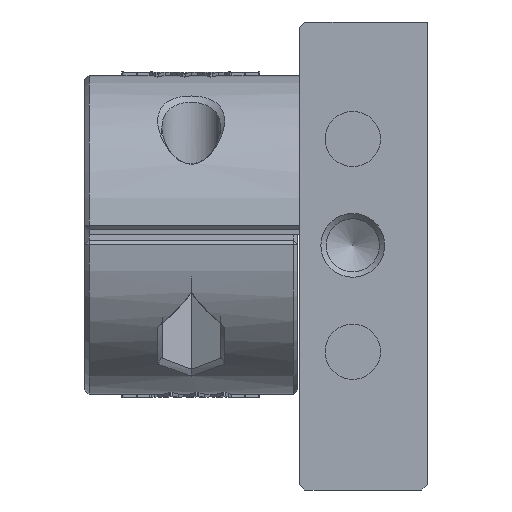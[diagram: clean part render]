
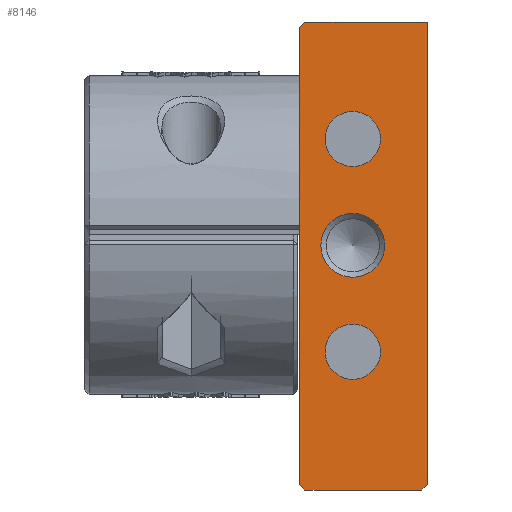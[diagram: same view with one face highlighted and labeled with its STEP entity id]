
A CAD part, front view. The second image highlights one B-rep face of the part: STEP entity #8146.
In plain terms, the highlighted planar face has unit normal (0, -1, 0).
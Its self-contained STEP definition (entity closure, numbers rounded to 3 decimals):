
#815=FACE_BOUND('',#1872,.T.);
#816=FACE_BOUND('',#1873,.T.);
#817=FACE_BOUND('',#1874,.T.);
#927=PLANE('',#8527);
#1365=FACE_OUTER_BOUND('',#1871,.T.);
#1871=EDGE_LOOP('',(#7462,#7463,#7464,#7465,#7466,#7467,#7468));
#1872=EDGE_LOOP('',(#7469));
#1873=EDGE_LOOP('',(#7470));
#1874=EDGE_LOOP('',(#7471));
#2051=CIRCLE('',#8513,2.6);
#2053=CIRCLE('',#8517,3.);
#2055=CIRCLE('',#8521,2.6);
#2205=LINE('',#10824,#2765);
#2510=LINE('',#16947,#3070);
#2519=LINE('',#16970,#3079);
#2521=LINE('',#16974,#3081);
#2523=LINE('',#16986,#3083);
#2525=LINE('',#16990,#3085);
#2581=LINE('',#17172,#3141);
#2765=VECTOR('',#8977,10.);
#3070=VECTOR('',#9486,10.);
#3079=VECTOR('',#9505,10.);
#3081=VECTOR('',#9509,10.);
#3083=VECTOR('',#9521,10.);
#3085=VECTOR('',#9525,10.);
#3141=VECTOR('',#9745,10.);
#3360=VERTEX_POINT('',#10818);
#3362=VERTEX_POINT('',#10822);
#3889=VERTEX_POINT('',#16946);
#3898=VERTEX_POINT('',#16968);
#3899=VERTEX_POINT('',#16972);
#3904=VERTEX_POINT('',#16984);
#3905=VERTEX_POINT('',#16988);
#3943=VERTEX_POINT('',#17145);
#3946=VERTEX_POINT('',#17154);
#3948=VERTEX_POINT('',#17162);
#4233=EDGE_CURVE('',#3360,#3362,#2205,.T.);
#5028=EDGE_CURVE('',#3360,#3889,#2510,.T.);
#5040=EDGE_CURVE('',#3898,#3362,#2519,.T.);
#5042=EDGE_CURVE('',#3898,#3899,#2521,.F.);
#5048=EDGE_CURVE('',#3904,#3899,#2523,.T.);
#5050=EDGE_CURVE('',#3905,#3904,#2525,.T.);
#5122=EDGE_CURVE('',#3943,#3943,#2051,.T.);
#5126=EDGE_CURVE('',#3946,#3946,#2053,.T.);
#5130=EDGE_CURVE('',#3948,#3948,#2055,.T.);
#5134=EDGE_CURVE('',#3889,#3905,#2581,.T.);
#7462=ORIENTED_EDGE('',*,*,#5028,.F.);
#7463=ORIENTED_EDGE('',*,*,#4233,.T.);
#7464=ORIENTED_EDGE('',*,*,#5040,.F.);
#7465=ORIENTED_EDGE('',*,*,#5042,.T.);
#7466=ORIENTED_EDGE('',*,*,#5048,.F.);
#7467=ORIENTED_EDGE('',*,*,#5050,.F.);
#7468=ORIENTED_EDGE('',*,*,#5134,.F.);
#7469=ORIENTED_EDGE('',*,*,#5126,.T.);
#7470=ORIENTED_EDGE('',*,*,#5130,.T.);
#7471=ORIENTED_EDGE('',*,*,#5122,.T.);
#8146=ADVANCED_FACE('',(#1365,#815,#816,#817),#927,.T.);
#8513=AXIS2_PLACEMENT_3D('',#17146,#9711,#9712);
#8517=AXIS2_PLACEMENT_3D('',#17155,#9721,#9722);
#8521=AXIS2_PLACEMENT_3D('',#17163,#9731,#9732);
#8527=AXIS2_PLACEMENT_3D('',#17173,#9746,#9747);
#8977=DIRECTION('',(0.,0.,-1.));
#9486=DIRECTION('',(0.707,0.,0.707));
#9505=DIRECTION('',(-0.707,0.,0.707));
#9509=DIRECTION('',(-1.,0.,0.));
#9521=DIRECTION('',(-0.707,0.,-0.707));
#9525=DIRECTION('',(0.,0.,-1.));
#9711=DIRECTION('center_axis',(0.,1.,0.));
#9712=DIRECTION('ref_axis',(0.,0.,-1.));
#9721=DIRECTION('center_axis',(0.,1.,0.));
#9722=DIRECTION('ref_axis',(0.,0.,-1.));
#9731=DIRECTION('center_axis',(0.,1.,0.));
#9732=DIRECTION('ref_axis',(0.,0.,-1.));
#9745=DIRECTION('',(1.,0.,0.));
#9746=DIRECTION('center_axis',(0.,-1.,0.));
#9747=DIRECTION('ref_axis',(0.,0.,-1.));
#10818=CARTESIAN_POINT('',(0.,0.,41.5));
#10822=CARTESIAN_POINT('',(0.,0.,-1.5));
#10824=CARTESIAN_POINT('',(0.,0.,42.));
#16946=CARTESIAN_POINT('',(0.5,0.,42.));
#16947=CARTESIAN_POINT('',(0.25,0.,41.75));
#16968=CARTESIAN_POINT('',(0.5,0.,-2.));
#16970=CARTESIAN_POINT('',(-10.75,0.,9.25));
#16972=CARTESIAN_POINT('',(11.5,0.,-2.));
#16974=CARTESIAN_POINT('',(0.,0.,-2.));
#16984=CARTESIAN_POINT('',(12.,0.,-1.5));
#16986=CARTESIAN_POINT('',(19.75,0.,6.25));
#16988=CARTESIAN_POINT('',(12.,0.,42.));
#16990=CARTESIAN_POINT('',(12.,0.,42.));
#17145=CARTESIAN_POINT('',(5.,0.,13.6));
#17146=CARTESIAN_POINT('Origin',(5.,0.,11.));
#17154=CARTESIAN_POINT('',(5.,0.,24.));
#17155=CARTESIAN_POINT('Origin',(5.,0.,21.));
#17162=CARTESIAN_POINT('',(5.,0.,33.6));
#17163=CARTESIAN_POINT('Origin',(5.,0.,31.));
#17172=CARTESIAN_POINT('',(0.,0.,42.));
#17173=CARTESIAN_POINT('Origin',(0.,0.,42.));
